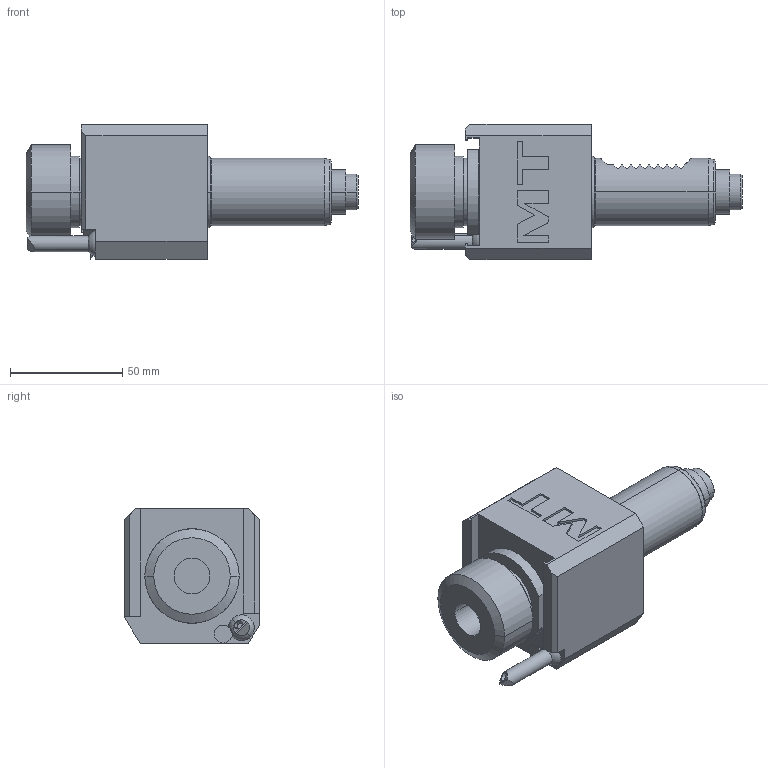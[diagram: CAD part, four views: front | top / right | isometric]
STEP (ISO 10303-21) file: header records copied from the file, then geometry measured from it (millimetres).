
FILE_DESCRIPTION((''),'2;1');
FILE_NAME('SAU0070125_CONF','2023-04-12T14:39:33',('smalpassi'),('M.T. srl'),'CREO PARAMETRIC BY PTC INC, 2021072','CREO PARAMETRIC BY PTC INC, 2021072','');
FILE_SCHEMA(('CONFIG_CONTROL_DESIGN'));
Length unit declared in the file: millimetre
Products named in the file (1): SAU0070125_CONF
Bounding box: 147.66 x 60 x 60 mm (x, y, z)
Volume: 253307.6 mm3; surface area: 33749.6 mm2
Topology: 1 solids, 1 shells, 185 faces, 472 edges, 306 vertices
Faces by surface type: plane 112, cylinder 38, cone 21, torus 8, extrusion 4, sphere 2
Entity records: 5987 total; most frequent: CARTESIAN_POINT 1509, ORIENTED_EDGE 944, DIRECTION 870, EDGE_CURVE 472, VERTEX_POINT 306, VECTOR 302, LINE 298, AXIS2_PLACEMENT_3D 284
